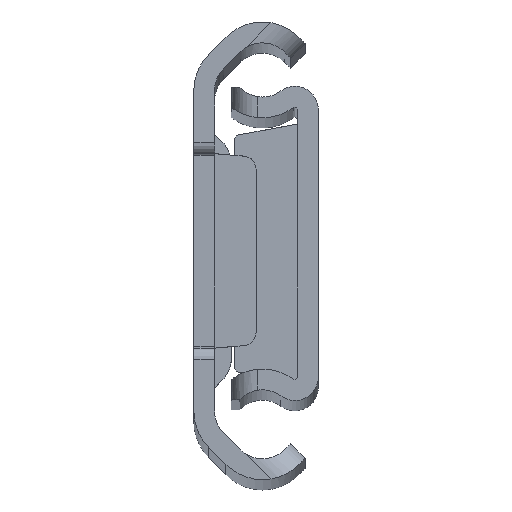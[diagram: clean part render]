
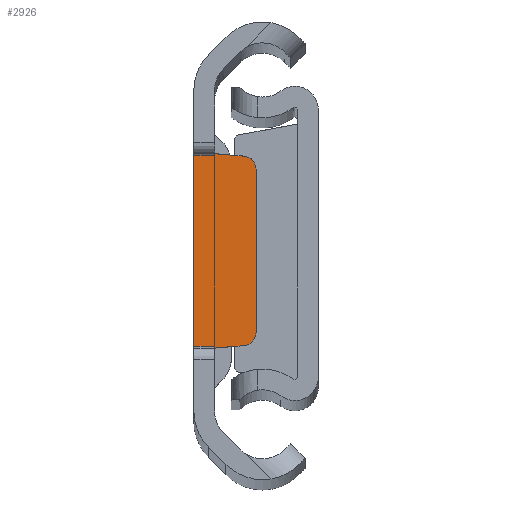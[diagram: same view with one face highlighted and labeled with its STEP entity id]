
A CAD part, top view. The second image highlights one B-rep face of the part: STEP entity #2926.
In plain terms, the highlighted planar face has unit normal (0, 0, 1).
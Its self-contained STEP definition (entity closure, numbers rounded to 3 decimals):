
#125 = EDGE_CURVE ( 'NONE', #5309, #2551, #5270, .T. ) ;
#159 = CARTESIAN_POINT ( 'NONE',  ( 4.8, -7.23, -2.2 ) ) ;
#373 = CARTESIAN_POINT ( 'NONE',  ( 4.8, 7.23, -2.2 ) ) ;
#444 = DIRECTION ( 'NONE',  ( 0., -1., 0. ) ) ;
#461 = CARTESIAN_POINT ( 'NONE',  ( 3.8, 6.311, -2.2 ) ) ;
#535 = VERTEX_POINT ( 'NONE', #1684 ) ;
#551 = ORIENTED_EDGE ( 'NONE', *, *, #125, .T. ) ;
#572 = EDGE_CURVE ( 'NONE', #2551, #2114, #5071, .T. ) ;
#735 = VECTOR ( 'NONE', #3005, 1000. ) ;
#815 = CARTESIAN_POINT ( 'NONE',  ( 3.8, -6.311, -2.2 ) ) ;
#968 = EDGE_LOOP ( 'NONE', ( #1749, #3144, #1526, #3653, #551, #3998, #4604, #2811 ) ) ;
#991 = VECTOR ( 'NONE', #1254, 1000. ) ;
#1166 = VERTEX_POINT ( 'NONE', #2821 ) ;
#1205 = CARTESIAN_POINT ( 'NONE',  ( 8.601, -7.5, -2.2 ) ) ;
#1254 = DIRECTION ( 'NONE',  ( 0., 1., 0. ) ) ;
#1293 = DIRECTION ( 'NONE',  ( 0., 0., 1. ) ) ;
#1314 = CARTESIAN_POINT ( 'NONE',  ( 0., 7.5, -2.2 ) ) ;
#1436 = AXIS2_PLACEMENT_3D ( 'NONE', #5005, #1293, #444 ) ;
#1526 = ORIENTED_EDGE ( 'NONE', *, *, #4517, .T. ) ;
#1619 = VERTEX_POINT ( 'NONE', #4309 ) ;
#1655 = DIRECTION ( 'NONE',  ( -1., 0., 0. ) ) ;
#1684 = CARTESIAN_POINT ( 'NONE',  ( 3.884, -7.307, -2.2 ) ) ;
#1749 = ORIENTED_EDGE ( 'NONE', *, *, #3423, .T. ) ;
#1838 = AXIS2_PLACEMENT_3D ( 'NONE', #815, #2968, #4125 ) ;
#1911 = CIRCLE ( 'NONE', #4474, 1. ) ;
#2053 = VECTOR ( 'NONE', #3963, 1000. ) ;
#2081 = EDGE_CURVE ( 'NONE', #535, #1166, #3083, .T. ) ;
#2114 = VERTEX_POINT ( 'NONE', #1314 ) ;
#2192 = DIRECTION ( 'NONE',  ( 0.996, 0.084, 0. ) ) ;
#2223 = LINE ( 'NONE', #5144, #735 ) ;
#2466 = LINE ( 'NONE', #1205, #3939 ) ;
#2478 = CARTESIAN_POINT ( 'NONE',  ( 1.6, 7.5, -2.2 ) ) ;
#2551 = VERTEX_POINT ( 'NONE', #2478 ) ;
#2564 = CARTESIAN_POINT ( 'NONE',  ( 8.601, 7.5, -2.2 ) ) ;
#2673 = VERTEX_POINT ( 'NONE', #3966 ) ;
#2811 = ORIENTED_EDGE ( 'NONE', *, *, #4907, .F. ) ;
#2821 = CARTESIAN_POINT ( 'NONE',  ( 4.8, -6.311, -2.2 ) ) ;
#2926 = ADVANCED_FACE ( 'NONE', ( #3324 ), #3684, .T. ) ;
#2968 = DIRECTION ( 'NONE',  ( 0., 0., 1. ) ) ;
#3005 = DIRECTION ( 'NONE',  ( 0., 1., 0. ) ) ;
#3031 = EDGE_CURVE ( 'NONE', #1619, #2114, #2223, .T. ) ;
#3083 = CIRCLE ( 'NONE', #1838, 1. ) ;
#3144 = ORIENTED_EDGE ( 'NONE', *, *, #2081, .T. ) ;
#3324 = FACE_OUTER_BOUND ( 'NONE', #968, .T. ) ;
#3336 = VECTOR ( 'NONE', #2192, 1000. ) ;
#3383 = CARTESIAN_POINT ( 'NONE',  ( 3.884, 7.307, -2.2 ) ) ;
#3423 = EDGE_CURVE ( 'NONE', #4467, #535, #4681, .T. ) ;
#3537 = VECTOR ( 'NONE', #1655, 1000. ) ;
#3653 = ORIENTED_EDGE ( 'NONE', *, *, #3840, .T. ) ;
#3684 = PLANE ( 'NONE',  #1436 ) ;
#3840 = EDGE_CURVE ( 'NONE', #2673, #5309, #1911, .T. ) ;
#3939 = VECTOR ( 'NONE', #5033, 1000. ) ;
#3963 = DIRECTION ( 'NONE',  ( -0.996, 0.084, 0. ) ) ;
#3966 = CARTESIAN_POINT ( 'NONE',  ( 4.8, 6.311, -2.2 ) ) ;
#3998 = ORIENTED_EDGE ( 'NONE', *, *, #572, .T. ) ;
#4125 = DIRECTION ( 'NONE',  ( 0., -1., 0. ) ) ;
#4237 = DIRECTION ( 'NONE',  ( 0., -1., 0. ) ) ;
#4309 = CARTESIAN_POINT ( 'NONE',  ( 0., -7.5, -2.2 ) ) ;
#4467 = VERTEX_POINT ( 'NONE', #4963 ) ;
#4474 = AXIS2_PLACEMENT_3D ( 'NONE', #461, #4749, #4237 ) ;
#4509 = CARTESIAN_POINT ( 'NONE',  ( 1.6, 7.5, -2.2 ) ) ;
#4517 = EDGE_CURVE ( 'NONE', #1166, #2673, #4590, .T. ) ;
#4590 = LINE ( 'NONE', #373, #991 ) ;
#4604 = ORIENTED_EDGE ( 'NONE', *, *, #3031, .F. ) ;
#4681 = LINE ( 'NONE', #159, #3336 ) ;
#4749 = DIRECTION ( 'NONE',  ( 0., 0., 1. ) ) ;
#4907 = EDGE_CURVE ( 'NONE', #4467, #1619, #2466, .T. ) ;
#4963 = CARTESIAN_POINT ( 'NONE',  ( 1.6, -7.5, -2.2 ) ) ;
#5005 = CARTESIAN_POINT ( 'NONE',  ( 8.601, 7.5, -2.2 ) ) ;
#5033 = DIRECTION ( 'NONE',  ( -1., 0., 0. ) ) ;
#5071 = LINE ( 'NONE', #2564, #3537 ) ;
#5144 = CARTESIAN_POINT ( 'NONE',  ( 0., 7.5, -2.2 ) ) ;
#5270 = LINE ( 'NONE', #4509, #2053 ) ;
#5309 = VERTEX_POINT ( 'NONE', #3383 ) ;
